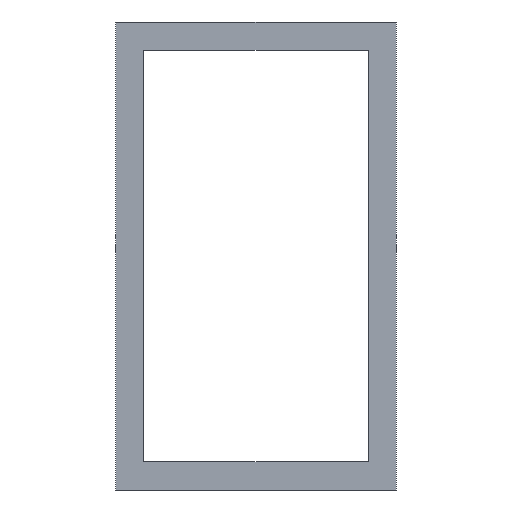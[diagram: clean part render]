
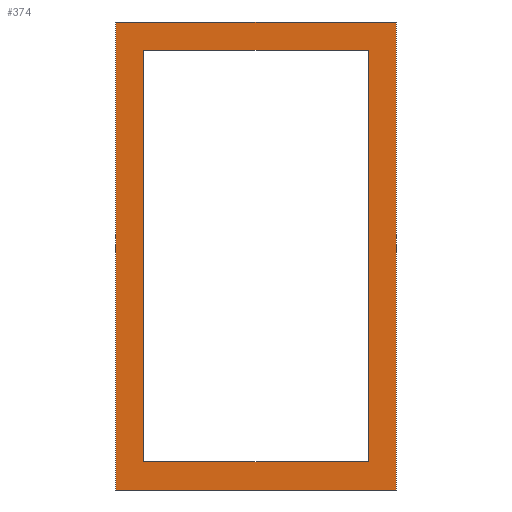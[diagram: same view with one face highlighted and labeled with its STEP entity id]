
A CAD part, front view. The second image highlights one B-rep face of the part: STEP entity #374.
In plain terms, the highlighted planar face has unit normal (0, -1, 0).
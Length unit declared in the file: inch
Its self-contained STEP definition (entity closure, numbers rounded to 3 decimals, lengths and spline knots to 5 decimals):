
#1 = VECTOR ( 'NONE', #291, 39.37008 ) ;
#3 = FACE_OUTER_BOUND ( 'NONE', #171, .T. ) ;
#7 = LINE ( 'NONE', #306, #51 ) ;
#8 = FACE_BOUND ( 'NONE', #202, .T. ) ;
#19 = LINE ( 'NONE', #226, #49 ) ;
#31 = LINE ( 'NONE', #300, #46 ) ;
#32 = LINE ( 'NONE', #222, #59 ) ;
#36 = VECTOR ( 'NONE', #228, 39.37008 ) ;
#37 = LINE ( 'NONE', #214, #36 ) ;
#38 = VECTOR ( 'NONE', #210, 39.37008 ) ;
#41 = VECTOR ( 'NONE', #213, 39.37008 ) ;
#42 = LINE ( 'NONE', #217, #41 ) ;
#46 = VECTOR ( 'NONE', #310, 39.37008 ) ;
#47 = LINE ( 'NONE', #219, #38 ) ;
#49 = VECTOR ( 'NONE', #216, 39.37008 ) ;
#51 = VECTOR ( 'NONE', #312, 39.37008 ) ;
#59 = VECTOR ( 'NONE', #221, 39.37008 ) ;
#121 = PLANE ( 'NONE',  #241 ) ;
#122 = CARTESIAN_POINT ( 'NONE',  ( 0., 0., -5. ) ) ;
#126 = DIRECTION ( 'NONE',  ( 0., -1., 0. ) ) ;
#127 = DIRECTION ( 'NONE',  ( 0., 0., -1. ) ) ;
#142 = CARTESIAN_POINT ( 'NONE',  ( 2.7, 0., -0.3 ) ) ;
#145 = CARTESIAN_POINT ( 'NONE',  ( 2.7, 0., -4.7 ) ) ;
#149 = ORIENTED_EDGE ( 'NONE', *, *, #326, .T. ) ;
#151 = ORIENTED_EDGE ( 'NONE', *, *, #262, .F. ) ;
#153 = LINE ( 'NONE', #290, #1 ) ;
#158 = ORIENTED_EDGE ( 'NONE', *, *, #257, .T. ) ;
#161 = ORIENTED_EDGE ( 'NONE', *, *, #322, .F. ) ;
#169 = ORIENTED_EDGE ( 'NONE', *, *, #320, .F. ) ;
#171 = EDGE_LOOP ( 'NONE', ( #209, #161, #151, #169 ) ) ;
#172 = ORIENTED_EDGE ( 'NONE', *, *, #324, .T. ) ;
#175 = ORIENTED_EDGE ( 'NONE', *, *, #323, .T. ) ;
#202 = EDGE_LOOP ( 'NONE', ( #158, #172, #149, #175 ) ) ;
#209 = ORIENTED_EDGE ( 'NONE', *, *, #258, .F. ) ;
#210 = DIRECTION ( 'NONE',  ( 0., 0., -1. ) ) ;
#213 = DIRECTION ( 'NONE',  ( 1., 0., 0. ) ) ;
#214 = CARTESIAN_POINT ( 'NONE',  ( 0.3, 0., -0.3 ) ) ;
#216 = DIRECTION ( 'NONE',  ( -1., 0., 0. ) ) ;
#217 = CARTESIAN_POINT ( 'NONE',  ( 0.3, 0., -0.3 ) ) ;
#219 = CARTESIAN_POINT ( 'NONE',  ( 2.7, 0., -0.3 ) ) ;
#220 = CARTESIAN_POINT ( 'NONE',  ( 3., 0., 0. ) ) ;
#221 = DIRECTION ( 'NONE',  ( 1., 0., 0. ) ) ;
#222 = CARTESIAN_POINT ( 'NONE',  ( 0., 0., 0. ) ) ;
#226 = CARTESIAN_POINT ( 'NONE',  ( 0., 0., -5. ) ) ;
#228 = DIRECTION ( 'NONE',  ( 0., 0., 1. ) ) ;
#241 = AXIS2_PLACEMENT_3D ( 'NONE', #122, #126, #127 ) ;
#257 = EDGE_CURVE ( 'NONE', #357, #360, #153, .T. ) ;
#258 = EDGE_CURVE ( 'NONE', #282, #285, #7, .T. ) ;
#262 = EDGE_CURVE ( 'NONE', #355, #365, #31, .T. ) ;
#271 = CARTESIAN_POINT ( 'NONE',  ( 0.3, 0., -0.3 ) ) ;
#273 = CARTESIAN_POINT ( 'NONE',  ( 3., 0., -5. ) ) ;
#278 = CARTESIAN_POINT ( 'NONE',  ( 0.3, 0., -4.7 ) ) ;
#282 = VERTEX_POINT ( 'NONE', #304 ) ;
#285 = VERTEX_POINT ( 'NONE', #299 ) ;
#290 = CARTESIAN_POINT ( 'NONE',  ( 0.3, 0., -4.7 ) ) ;
#291 = DIRECTION ( 'NONE',  ( -1., 0., 0. ) ) ;
#299 = CARTESIAN_POINT ( 'NONE',  ( 0., 0., 0. ) ) ;
#300 = CARTESIAN_POINT ( 'NONE',  ( 3., 0., 0. ) ) ;
#304 = CARTESIAN_POINT ( 'NONE',  ( 0., 0., -5. ) ) ;
#306 = CARTESIAN_POINT ( 'NONE',  ( 0., 0., 0. ) ) ;
#310 = DIRECTION ( 'NONE',  ( 0., 0., -1. ) ) ;
#312 = DIRECTION ( 'NONE',  ( 0., 0., 1. ) ) ;
#320 = EDGE_CURVE ( 'NONE', #285, #355, #32, .T. ) ;
#322 = EDGE_CURVE ( 'NONE', #365, #282, #19, .T. ) ;
#323 = EDGE_CURVE ( 'NONE', #364, #357, #47, .T. ) ;
#324 = EDGE_CURVE ( 'NONE', #360, #361, #37, .T. ) ;
#326 = EDGE_CURVE ( 'NONE', #361, #364, #42, .T. ) ;
#355 = VERTEX_POINT ( 'NONE', #220 ) ;
#357 = VERTEX_POINT ( 'NONE', #145 ) ;
#360 = VERTEX_POINT ( 'NONE', #278 ) ;
#361 = VERTEX_POINT ( 'NONE', #271 ) ;
#364 = VERTEX_POINT ( 'NONE', #142 ) ;
#365 = VERTEX_POINT ( 'NONE', #273 ) ;
#374 = ADVANCED_FACE ( 'NONE', ( #3, #8 ), #121, .T. ) ;
